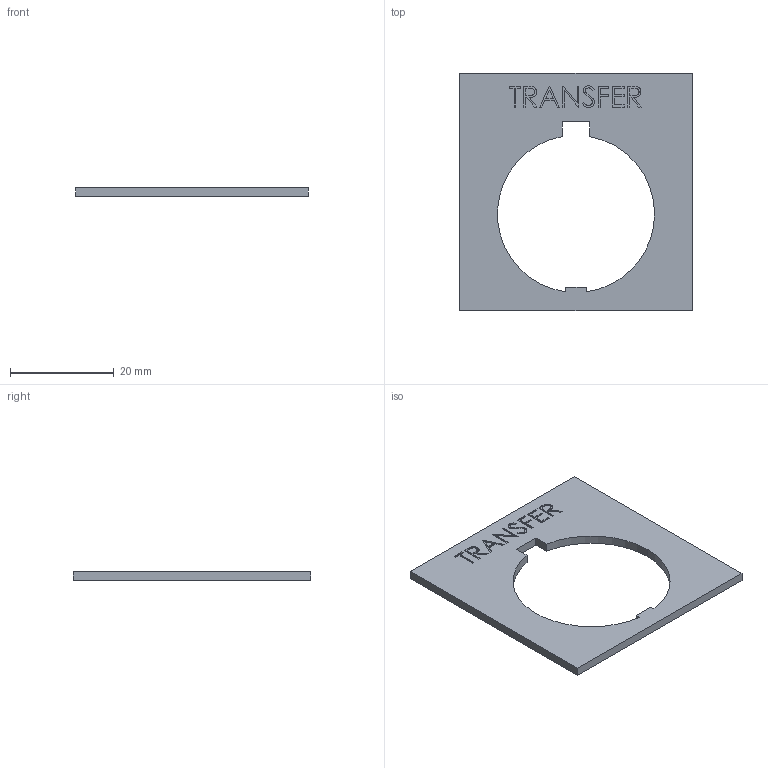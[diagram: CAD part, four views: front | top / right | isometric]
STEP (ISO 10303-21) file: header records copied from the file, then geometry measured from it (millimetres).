
FILE_DESCRIPTION (( 'STEP AP214' ), '1' );
FILE_NAME ('HT8SP93.step', '2018-07-05T19:57:11', ( '' ), ( '' ), 'SwSTEP 2.0', 'SolidWorks 2017', '' );
FILE_SCHEMA (( 'AUTOMOTIVE_DESIGN' ));
Length unit declared in the file: millimetre
Products named in the file (1): HT8SP93
Bounding box: 44.8 x 45.75 x 1.7 mm (x, y, z)
Volume: 2233.5 mm3; surface area: 3156.1 mm2
Topology: 1 solids, 1 shells, 126 faces, 339 edges, 226 vertices
Faces by surface type: plane 98, bspline 25, cylinder 3
Entity records: 6329 total; most frequent: CARTESIAN_POINT 2101, ORIENTED_EDGE 678, DIRECTION 499, EDGE_CURVE 339, LINE 283, VECTOR 283, VERTEX_POINT 226, EDGE_LOOP 139
